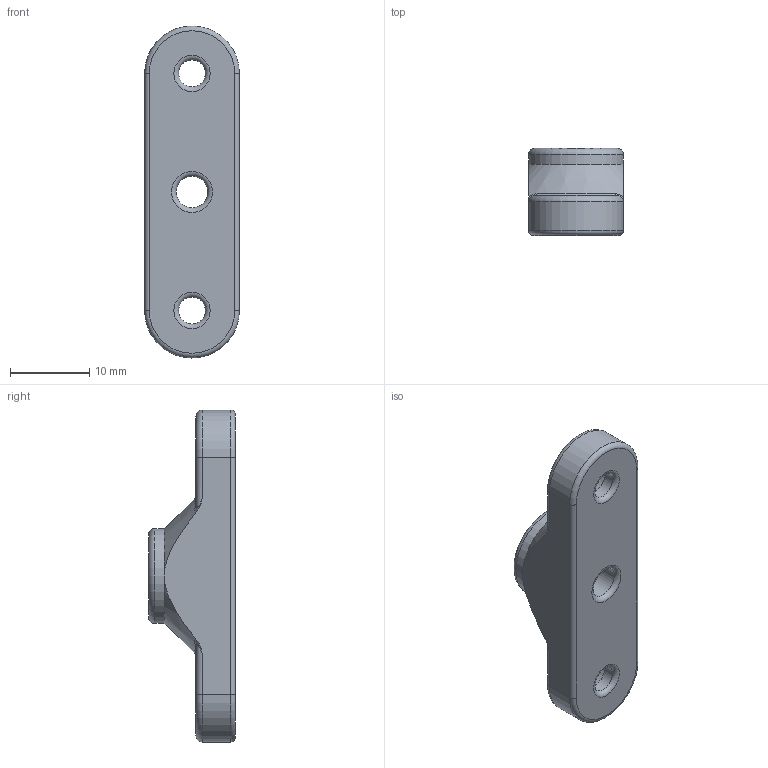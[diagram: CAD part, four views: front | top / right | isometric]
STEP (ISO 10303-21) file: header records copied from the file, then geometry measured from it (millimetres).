
FILE_DESCRIPTION(/* description */ (''),/* implementation_level */ '2;1');
FILE_NAME(/* name */ 'B-Stepper_Jack_3-F.stp',/* time_stamp */ '2020-11-07T21:27:23-08:00',/* author */ (''),/* organization */ (''),/* preprocessor_version */ 'ST-DEVELOPER v18.1',/* originating_system */ 'Autodesk Translation Framework v9.3.0.1241',/* authorisation */ '');
FILE_SCHEMA (('AUTOMOTIVE_DESIGN { 1 0 10303 214 3 1 1 }'));
Length unit declared in the file: millimetre
Products named in the file (1): Stepper Jack
Bounding box: 12 x 11 x 42 mm (x, y, z)
Volume: 2871.3 mm3; surface area: 1792 mm2
Topology: 1 solids, 1 shells, 41 faces, 98 edges, 61 vertices
Faces by surface type: cylinder 14, torus 13, plane 8, bspline 4, cone 2
Full cylindrical faces by diameter (mm): 3.4 x2, 4 x1, 6.5 x2, 12 x1
Entity records: 1553 total; most frequent: CARTESIAN_POINT 558, DIRECTION 210, ORIENTED_EDGE 196, EDGE_CURVE 98, AXIS2_PLACEMENT_3D 94, VERTEX_POINT 61, CIRCLE 56, EDGE_LOOP 49
